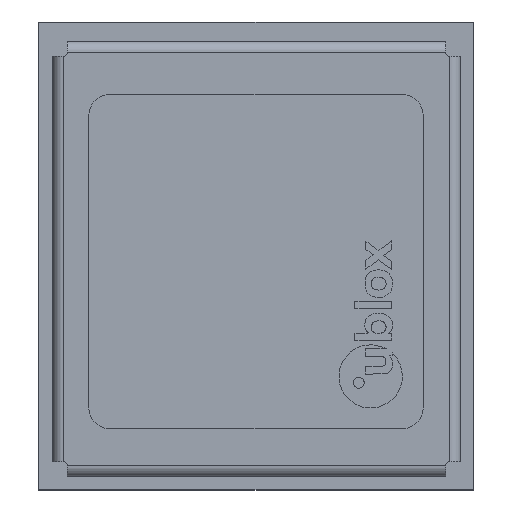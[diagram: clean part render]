
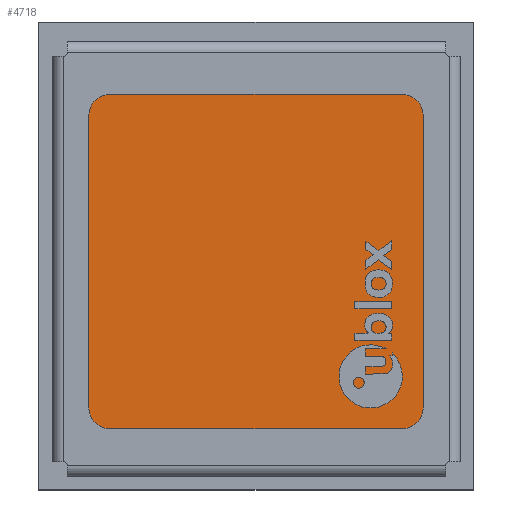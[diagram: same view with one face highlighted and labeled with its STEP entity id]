
A CAD part, top view. The second image highlights one B-rep face of the part: STEP entity #4718.
In plain terms, the highlighted planar face has unit normal (0, 0, 1).
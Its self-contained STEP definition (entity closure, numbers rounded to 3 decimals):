
#4562 = EDGE_CURVE('',#4563,#4565,#4567,.T.);
#4563 = VERTEX_POINT('',#4564);
#4564 = CARTESIAN_POINT('',(4.,-3.5,0.1));
#4565 = VERTEX_POINT('',#4566);
#4566 = CARTESIAN_POINT('',(4.,3.5,0.1));
#4567 = LINE('',#4568,#4569);
#4568 = CARTESIAN_POINT('',(4.,4.,0.1));
#4569 = VECTOR('',#4570,1.);
#4570 = DIRECTION('',(0.,1.,-0.));
#4613 = VERTEX_POINT('',#4614);
#4614 = CARTESIAN_POINT('',(-3.5,4.,0.1));
#4620 = EDGE_CURVE('',#4621,#4613,#4623,.T.);
#4621 = VERTEX_POINT('',#4622);
#4622 = CARTESIAN_POINT('',(3.5,4.,0.1));
#4623 = LINE('',#4624,#4625);
#4624 = CARTESIAN_POINT('',(-4.,4.,0.1));
#4625 = VECTOR('',#4626,1.);
#4626 = DIRECTION('',(-1.,-0.,-0.));
#4653 = VERTEX_POINT('',#4654);
#4654 = CARTESIAN_POINT('',(-4.,-3.5,0.1));
#4660 = EDGE_CURVE('',#4661,#4653,#4663,.T.);
#4661 = VERTEX_POINT('',#4662);
#4662 = CARTESIAN_POINT('',(-4.,3.5,0.1));
#4663 = LINE('',#4664,#4665);
#4664 = CARTESIAN_POINT('',(-4.,4.,0.1));
#4665 = VECTOR('',#4666,1.);
#4666 = DIRECTION('',(0.,-1.,0.));
#4682 = EDGE_CURVE('',#4683,#4685,#4687,.T.);
#4683 = VERTEX_POINT('',#4684);
#4684 = CARTESIAN_POINT('',(-3.5,-4.,0.1));
#4685 = VERTEX_POINT('',#4686);
#4686 = CARTESIAN_POINT('',(3.5,-4.,0.1));
#4687 = LINE('',#4688,#4689);
#4688 = CARTESIAN_POINT('',(-4.,-4.,0.1));
#4689 = VECTOR('',#4690,1.);
#4690 = DIRECTION('',(1.,0.,0.));
#4718 = ADVANCED_FACE('',(#4719),#4753,.T.);
#4719 = FACE_BOUND('',#4720,.T.);
#4720 = EDGE_LOOP('',(#4721,#4722,#4729,#4730,#4737,#4738,#4745,#4746));
#4721 = ORIENTED_EDGE('',*,*,#4660,.T.);
#4722 = ORIENTED_EDGE('',*,*,#4723,.T.);
#4723 = EDGE_CURVE('',#4653,#4683,#4724,.T.);
#4724 = CIRCLE('',#4725,0.5);
#4725 = AXIS2_PLACEMENT_3D('',#4726,#4727,#4728);
#4726 = CARTESIAN_POINT('',(-3.5,-3.5,0.1));
#4727 = DIRECTION('',(-0.,0.,1.));
#4728 = DIRECTION('',(1.,0.,0.));
#4729 = ORIENTED_EDGE('',*,*,#4682,.T.);
#4730 = ORIENTED_EDGE('',*,*,#4731,.T.);
#4731 = EDGE_CURVE('',#4685,#4563,#4732,.T.);
#4732 = CIRCLE('',#4733,0.5);
#4733 = AXIS2_PLACEMENT_3D('',#4734,#4735,#4736);
#4734 = CARTESIAN_POINT('',(3.5,-3.5,0.1));
#4735 = DIRECTION('',(-0.,0.,1.));
#4736 = DIRECTION('',(1.,0.,0.));
#4737 = ORIENTED_EDGE('',*,*,#4562,.T.);
#4738 = ORIENTED_EDGE('',*,*,#4739,.T.);
#4739 = EDGE_CURVE('',#4565,#4621,#4740,.T.);
#4740 = CIRCLE('',#4741,0.5);
#4741 = AXIS2_PLACEMENT_3D('',#4742,#4743,#4744);
#4742 = CARTESIAN_POINT('',(3.5,3.5,0.1));
#4743 = DIRECTION('',(-0.,0.,1.));
#4744 = DIRECTION('',(1.,0.,0.));
#4745 = ORIENTED_EDGE('',*,*,#4620,.T.);
#4746 = ORIENTED_EDGE('',*,*,#4747,.T.);
#4747 = EDGE_CURVE('',#4613,#4661,#4748,.T.);
#4748 = CIRCLE('',#4749,0.5);
#4749 = AXIS2_PLACEMENT_3D('',#4750,#4751,#4752);
#4750 = CARTESIAN_POINT('',(-3.5,3.5,0.1));
#4751 = DIRECTION('',(-0.,0.,1.));
#4752 = DIRECTION('',(1.,0.,0.));
#4753 = PLANE('',#4754);
#4754 = AXIS2_PLACEMENT_3D('',#4755,#4756,#4757);
#4755 = CARTESIAN_POINT('',(0.,0.,0.1));
#4756 = DIRECTION('',(-0.,0.,1.));
#4757 = DIRECTION('',(1.,0.,0.));
